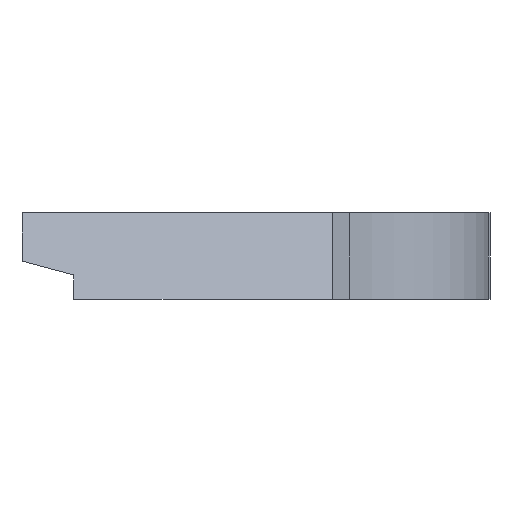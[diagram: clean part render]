
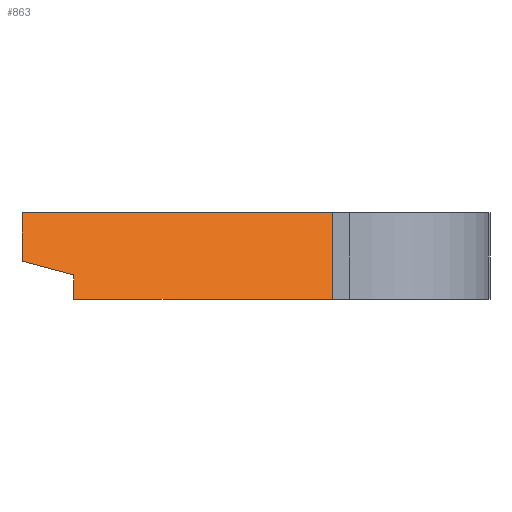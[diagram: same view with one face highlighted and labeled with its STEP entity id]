
A CAD part, left-side view. The second image highlights one B-rep face of the part: STEP entity #863.
In plain terms, the highlighted planar face has unit normal (-0.878, 0, 0.479).
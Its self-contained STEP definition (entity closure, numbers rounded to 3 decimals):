
#99=FACE_OUTER_BOUND('',#143,.T.);
#143=EDGE_LOOP('',(#781,#782,#783,#784,#785,#786));
#187=LINE('',#1311,#283);
#197=LINE('',#1330,#293);
#223=LINE('',#1411,#319);
#229=LINE('',#1423,#325);
#230=LINE('',#1425,#326);
#240=LINE('',#1451,#336);
#283=VECTOR('',#1050,10.);
#293=VECTOR('',#1064,10.);
#319=VECTOR('',#1150,10.);
#325=VECTOR('',#1158,10.);
#326=VECTOR('',#1161,10.);
#336=VECTOR('',#1199,10.);
#378=VERTEX_POINT('',#1308);
#379=VERTEX_POINT('',#1310);
#386=VERTEX_POINT('',#1328);
#411=VERTEX_POINT('',#1410);
#413=VERTEX_POINT('',#1416);
#416=VERTEX_POINT('',#1421);
#470=EDGE_CURVE('',#379,#378,#187,.T.);
#481=EDGE_CURVE('',#378,#386,#197,.T.);
#523=EDGE_CURVE('',#411,#386,#223,.T.);
#529=EDGE_CURVE('',#416,#413,#229,.T.);
#530=EDGE_CURVE('',#413,#411,#230,.T.);
#542=EDGE_CURVE('',#379,#416,#240,.T.);
#781=ORIENTED_EDGE('',*,*,#470,.T.);
#782=ORIENTED_EDGE('',*,*,#481,.T.);
#783=ORIENTED_EDGE('',*,*,#523,.F.);
#784=ORIENTED_EDGE('',*,*,#530,.F.);
#785=ORIENTED_EDGE('',*,*,#529,.F.);
#786=ORIENTED_EDGE('',*,*,#542,.F.);
#819=PLANE('',#958);
#863=ADVANCED_FACE('',(#99),#819,.T.);
#958=AXIS2_PLACEMENT_3D('',#1450,#1197,#1198);
#1050=DIRECTION('',(0.479,0.,0.878));
#1064=DIRECTION('',(0.,1.,0.));
#1150=DIRECTION('',(0.479,0.,0.878));
#1158=DIRECTION('',(0.479,0.,0.878));
#1161=DIRECTION('',(0.139,0.957,0.255));
#1197=DIRECTION('center_axis',(-0.878,0.,0.479));
#1198=DIRECTION('ref_axis',(0.479,0.,0.878));
#1199=DIRECTION('',(0.,1.,0.));
#1308=CARTESIAN_POINT('',(119.349,-17.,53.98));
#1310=CARTESIAN_POINT('',(116.621,-17.,48.98));
#1311=CARTESIAN_POINT('',(119.162,-17.,53.638));
#1328=CARTESIAN_POINT('',(119.349,1.,53.98));
#1330=CARTESIAN_POINT('',(119.349,-22.,53.98));
#1410=CARTESIAN_POINT('',(117.821,1.,51.18));
#1411=CARTESIAN_POINT('',(122.165,1.,59.145));
#1416=CARTESIAN_POINT('',(117.385,-2.,50.38));
#1421=CARTESIAN_POINT('',(116.621,-2.,48.98));
#1423=CARTESIAN_POINT('',(116.621,-2.,48.98));
#1425=CARTESIAN_POINT('',(117.775,0.679,51.095));
#1450=CARTESIAN_POINT('Origin',(116.621,-22.,48.98));
#1451=CARTESIAN_POINT('',(116.621,-22.,48.98));
